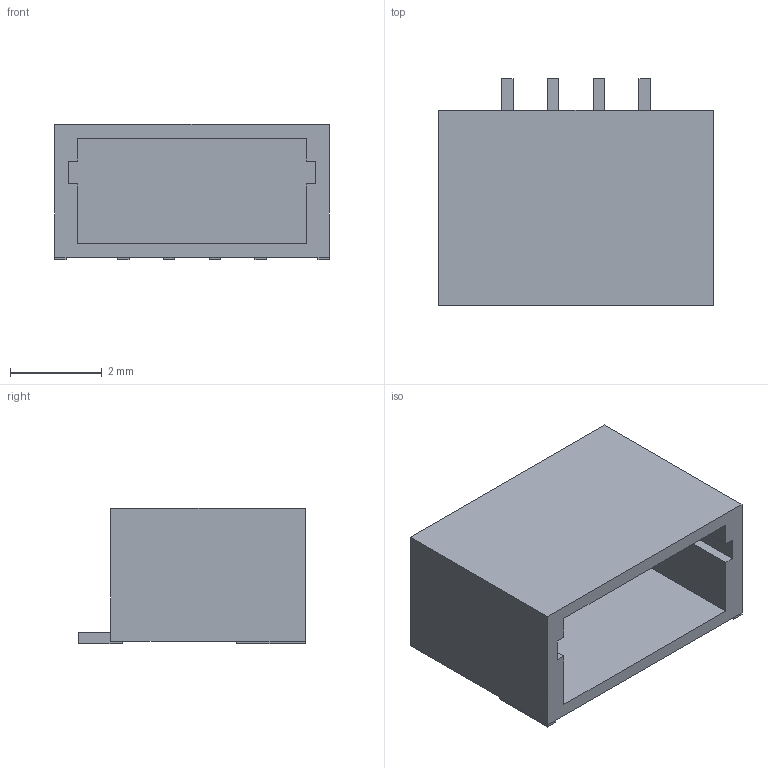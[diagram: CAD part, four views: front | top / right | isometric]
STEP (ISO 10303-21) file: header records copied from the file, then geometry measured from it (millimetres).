
FILE_DESCRIPTION(/* description */ (''),/* implementation_level */ '2;1');
FILE_NAME(/* name */ 'JST-SR-4.step',/* time_stamp */ '2025-12-27T01:14:15+09:00',/* author */ (''),/* organization */ (''),/* preprocessor_version */ 'ST-DEVELOPER v20.1',/* originating_system */ 'Autodesk Translation Framework v14.21.0.0',/* authorisation */ '');
FILE_SCHEMA (('AUTOMOTIVE_DESIGN { 1 0 10303 214 3 1 1 }'));
Length unit declared in the file: millimetre
Products named in the file (1): JST-SR-4
Bounding box: 6 x 4.95 x 2.95 mm (x, y, z)
Volume: 30.3 mm3; surface area: 171.6 mm2
Topology: 1 solids, 1 shells, 53 faces, 144 edges, 94 vertices
Faces by surface type: plane 53
Entity records: 1696 total; most frequent: CARTESIAN_POINT 292, ORIENTED_EDGE 288, DIRECTION 252, LINE 144, VECTOR 144, EDGE_CURVE 144, VERTEX_POINT 94, EDGE_LOOP 54
